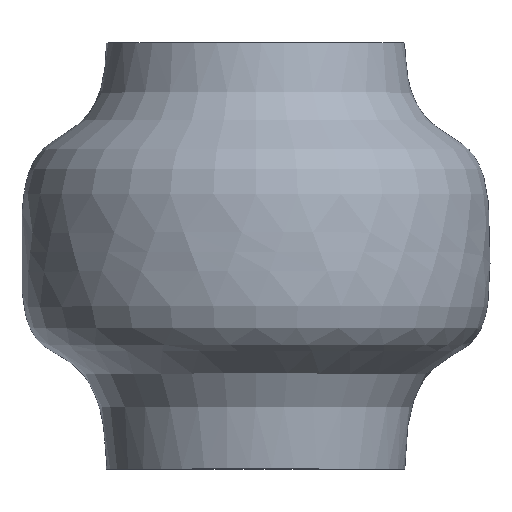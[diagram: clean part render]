
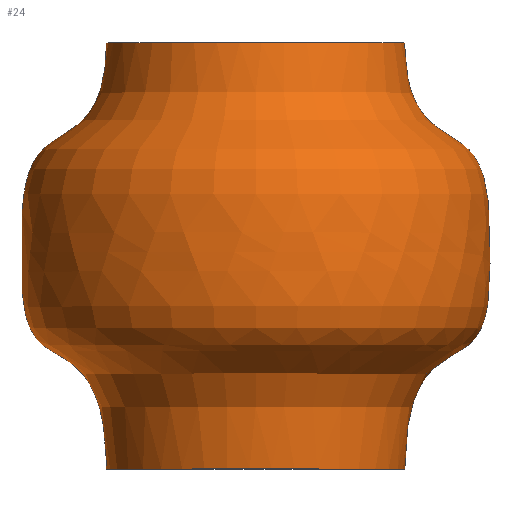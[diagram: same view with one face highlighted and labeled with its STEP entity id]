
A CAD part, top view. The second image highlights one B-rep face of the part: STEP entity #24.
In plain terms, the highlighted free-form (B-spline) face has degree [2, 3] with [9, 7] control points.
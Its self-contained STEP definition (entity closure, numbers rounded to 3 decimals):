
#24=ADVANCED_FACE('',(#32),#208,.T.);
#32=FACE_OUTER_BOUND('',#40,.T.);
#40=EDGE_LOOP('',(#57,#58,#59,#60));
#57=ORIENTED_EDGE('',*,*,#175,.T.);
#58=ORIENTED_EDGE('',*,*,#173,.F.);
#59=ORIENTED_EDGE('',*,*,#176,.T.);
#60=ORIENTED_EDGE('',*,*,#171,.F.);
#85=PCURVE('',#207,#117);
#87=PCURVE('',#207,#119);
#89=PCURVE('',#208,#121);
#90=PCURVE('',#208,#122);
#91=PCURVE('',#208,#123);
#92=PCURVE('',#208,#124);
#117=DEFINITIONAL_REPRESENTATION('',(#338),#1904);
#119=DEFINITIONAL_REPRESENTATION('',(#341),#1904);
#121=DEFINITIONAL_REPRESENTATION('',(#343),#1904);
#122=DEFINITIONAL_REPRESENTATION('',(#344),#1904);
#123=DEFINITIONAL_REPRESENTATION('',(#345),#1904);
#124=DEFINITIONAL_REPRESENTATION('',(#346),#1904);
#147=SURFACE_CURVE('',#337,(#85,#92),.PCURVE_S1.);
#149=SURFACE_CURVE('',#340,(#87,#90),.PCURVE_S1.);
#151=SURFACE_CURVE('',#251,(#89),.PCURVE_S1.);
#152=SURFACE_CURVE('',#252,(#91),.PCURVE_S1.);
#171=EDGE_CURVE('',#195,#196,#147,.T.);
#173=EDGE_CURVE('',#194,#193,#149,.T.);
#175=EDGE_CURVE('',#195,#193,#151,.T.);
#176=EDGE_CURVE('',#194,#196,#152,.T.);
#193=VERTEX_POINT('',#1138);
#194=VERTEX_POINT('',#1139);
#195=VERTEX_POINT('',#1140);
#196=VERTEX_POINT('',#1141);
#208=(
BOUNDED_SURFACE()
B_SPLINE_SURFACE(
2,3,
((#1075,#1076,#1077,#1078,#1079,#1080,#1081),
(#1082,#1083,#1084,#1085,#1086,#1087,#1088),
(#1089,#1090,#1091,#1092,#1093,#1094,#1095),
(#1096,#1097,#1098,#1099,#1100,#1101,#1102),
(#1103,#1104,#1105,#1106,#1107,#1108,#1109),
(#1110,#1111,#1112,#1113,#1114,#1115,#1116),
(#1117,#1118,#1119,#1120,#1121,#1122,#1123),
(#1124,#1125,#1126,#1127,#1128,#1129,#1130),
(#1131,#1132,#1133,#1134,#1135,#1136,#1137)),.UNSPECIFIED.,.T.,.F.,.F.)
B_SPLINE_SURFACE_WITH_KNOTS(
(3,2,2,2,3),
(4,1,1,1,4),
(0.,5.725,11.45,17.175,22.9),
(0.,7.,14.,21.,28.),
 .UNSPECIFIED.)
GEOMETRIC_REPRESENTATION_ITEM()
RATIONAL_B_SPLINE_SURFACE((
(1.,1.,1.,1.,1.,1.,1.),
(0.707,0.707,0.707,0.707,0.707,0.707,0.707),
(1.,1.,1.,1.,1.,1.,1.),
(0.707,0.707,0.707,0.707,0.707,0.707,0.707),
(1.,1.,1.,1.,1.,1.,1.),
(0.707,0.707,0.707,0.707,0.707,0.707,0.707),
(1.,1.,1.,1.,1.,1.,1.),
(0.707,0.707,0.707,0.707,0.707,0.707,0.707),
(1.,1.,1.,1.,1.,1.,1.)))
REPRESENTATION_ITEM('')
SURFACE()
);
#251=(
BOUNDED_CURVE()
B_SPLINE_CURVE(2,(#1174,#1175,#1176,#1177,#1178),.UNSPECIFIED.,.F.,.F.)
B_SPLINE_CURVE_WITH_KNOTS((3,2,3),(11.45,17.175,22.9),
 .UNSPECIFIED.)
CURVE()
GEOMETRIC_REPRESENTATION_ITEM()
RATIONAL_B_SPLINE_CURVE((1.,0.707,1.,0.707,1.))
REPRESENTATION_ITEM('')
);
#252=(
BOUNDED_CURVE()
B_SPLINE_CURVE(2,(#1183,#1184,#1185,#1186,#1187),.UNSPECIFIED.,.F.,.F.)
B_SPLINE_CURVE_WITH_KNOTS((3,2,3),(-22.9,-17.175,
-11.45),.UNSPECIFIED.)
CURVE()
GEOMETRIC_REPRESENTATION_ITEM()
RATIONAL_B_SPLINE_CURVE((1.,0.707,1.,0.707,1.))
REPRESENTATION_ITEM('')
);
#337=B_SPLINE_CURVE_WITH_KNOTS('',3,(#1142,#1143,#1144,#1145,#1146,#1147,
#1148),.UNSPECIFIED.,.F.,.F.,(4,1,1,1,4),(0.,7.,14.,21.,28.),
 .UNSPECIFIED.);
#338=B_SPLINE_CURVE_WITH_KNOTS('',1,(#1149,#1150),.UNSPECIFIED.,.F.,.F.,
(2,2),(0.,28.),.UNSPECIFIED.);
#340=B_SPLINE_CURVE_WITH_KNOTS('',3,(#1158,#1159,#1160,#1161,#1162,#1163,
#1164),.UNSPECIFIED.,.F.,.F.,(4,1,1,1,4),(-28.,-21.,-14.,-7.,0.),
 .UNSPECIFIED.);
#341=B_SPLINE_CURVE_WITH_KNOTS('',1,(#1165,#1166),.UNSPECIFIED.,.F.,.F.,
(2,2),(-28.,0.),.UNSPECIFIED.);
#343=B_SPLINE_CURVE_WITH_KNOTS('',1,(#1179,#1180),.UNSPECIFIED.,.F.,.F.,
(2,2),(11.45,22.9),.UNSPECIFIED.);
#344=B_SPLINE_CURVE_WITH_KNOTS('',1,(#1181,#1182),.UNSPECIFIED.,.F.,.F.,
(2,2),(-28.,0.),.UNSPECIFIED.);
#345=B_SPLINE_CURVE_WITH_KNOTS('',1,(#1188,#1189),.UNSPECIFIED.,.F.,.F.,
(2,2),(-22.9,-11.45),.UNSPECIFIED.);
#346=B_SPLINE_CURVE_WITH_KNOTS('',1,(#1190,#1191),.UNSPECIFIED.,.F.,.F.,
(2,2),(0.,28.),.UNSPECIFIED.);
#1075=CARTESIAN_POINT('',(7.,20.,0.));
#1076=CARTESIAN_POINT('',(7.,16.,0.));
#1077=CARTESIAN_POINT('',(11.,16.,0.));
#1078=CARTESIAN_POINT('',(11.,10.,0.));
#1079=CARTESIAN_POINT('',(11.,5.,0.));
#1080=CARTESIAN_POINT('',(7.,5.,0.));
#1081=CARTESIAN_POINT('',(7.,0.,0.));
#1082=CARTESIAN_POINT('',(7.,20.,-7.));
#1083=CARTESIAN_POINT('',(7.,16.,-7.));
#1084=CARTESIAN_POINT('',(11.,16.,-11.));
#1085=CARTESIAN_POINT('',(11.,10.,-11.));
#1086=CARTESIAN_POINT('',(11.,5.,-11.));
#1087=CARTESIAN_POINT('',(7.,5.,-7.));
#1088=CARTESIAN_POINT('',(7.,0.,-7.));
#1089=CARTESIAN_POINT('',(0.,20.,-7.));
#1090=CARTESIAN_POINT('',(0.,16.,-7.));
#1091=CARTESIAN_POINT('',(0.,16.,-11.));
#1092=CARTESIAN_POINT('',(0.,10.,-11.));
#1093=CARTESIAN_POINT('',(0.,5.,-11.));
#1094=CARTESIAN_POINT('',(0.,5.,-7.));
#1095=CARTESIAN_POINT('',(0.,0.,-7.));
#1096=CARTESIAN_POINT('',(-7.,20.,-7.));
#1097=CARTESIAN_POINT('',(-7.,16.,-7.));
#1098=CARTESIAN_POINT('',(-11.,16.,-11.));
#1099=CARTESIAN_POINT('',(-11.,10.,-11.));
#1100=CARTESIAN_POINT('',(-11.,5.,-11.));
#1101=CARTESIAN_POINT('',(-7.,5.,-7.));
#1102=CARTESIAN_POINT('',(-7.,0.,-7.));
#1103=CARTESIAN_POINT('',(-7.,20.,0.));
#1104=CARTESIAN_POINT('',(-7.,16.,0.));
#1105=CARTESIAN_POINT('',(-11.,16.,0.));
#1106=CARTESIAN_POINT('',(-11.,10.,0.));
#1107=CARTESIAN_POINT('',(-11.,5.,0.));
#1108=CARTESIAN_POINT('',(-7.,5.,0.));
#1109=CARTESIAN_POINT('',(-7.,0.,0.));
#1110=CARTESIAN_POINT('',(-7.,20.,7.));
#1111=CARTESIAN_POINT('',(-7.,16.,7.));
#1112=CARTESIAN_POINT('',(-11.,16.,11.));
#1113=CARTESIAN_POINT('',(-11.,10.,11.));
#1114=CARTESIAN_POINT('',(-11.,5.,11.));
#1115=CARTESIAN_POINT('',(-7.,5.,7.));
#1116=CARTESIAN_POINT('',(-7.,0.,7.));
#1117=CARTESIAN_POINT('',(0.,20.,7.));
#1118=CARTESIAN_POINT('',(0.,16.,7.));
#1119=CARTESIAN_POINT('',(0.,16.,11.));
#1120=CARTESIAN_POINT('',(0.,10.,11.));
#1121=CARTESIAN_POINT('',(0.,5.,11.));
#1122=CARTESIAN_POINT('',(0.,5.,7.));
#1123=CARTESIAN_POINT('',(0.,0.,7.));
#1124=CARTESIAN_POINT('',(7.,20.,7.));
#1125=CARTESIAN_POINT('',(7.,16.,7.));
#1126=CARTESIAN_POINT('',(11.,16.,11.));
#1127=CARTESIAN_POINT('',(11.,10.,11.));
#1128=CARTESIAN_POINT('',(11.,5.,11.));
#1129=CARTESIAN_POINT('',(7.,5.,7.));
#1130=CARTESIAN_POINT('',(7.,0.,7.));
#1131=CARTESIAN_POINT('',(7.,20.,0.));
#1132=CARTESIAN_POINT('',(7.,16.,0.));
#1133=CARTESIAN_POINT('',(11.,16.,0.));
#1134=CARTESIAN_POINT('',(11.,10.,0.));
#1135=CARTESIAN_POINT('',(11.,5.,0.));
#1136=CARTESIAN_POINT('',(7.,5.,0.));
#1137=CARTESIAN_POINT('',(7.,0.,0.));
#1138=CARTESIAN_POINT('',(7.,20.,0.));
#1139=CARTESIAN_POINT('',(7.,0.,0.));
#1140=CARTESIAN_POINT('',(-7.,20.,0.));
#1141=CARTESIAN_POINT('',(-7.,0.,0.));
#1142=CARTESIAN_POINT('',(-7.,20.,0.));
#1143=CARTESIAN_POINT('',(-7.,16.,0.));
#1144=CARTESIAN_POINT('',(-11.,16.,0.));
#1145=CARTESIAN_POINT('',(-11.,10.,0.));
#1146=CARTESIAN_POINT('',(-11.,5.,0.));
#1147=CARTESIAN_POINT('',(-7.,5.,0.));
#1148=CARTESIAN_POINT('',(-7.,0.,0.));
#1149=CARTESIAN_POINT('',(11.45,0.));
#1150=CARTESIAN_POINT('',(11.45,28.));
#1158=CARTESIAN_POINT('',(7.,0.,0.));
#1159=CARTESIAN_POINT('',(7.,5.,0.));
#1160=CARTESIAN_POINT('',(11.,5.,0.));
#1161=CARTESIAN_POINT('',(11.,10.,0.));
#1162=CARTESIAN_POINT('',(11.,16.,0.));
#1163=CARTESIAN_POINT('',(7.,16.,0.));
#1164=CARTESIAN_POINT('',(7.,20.,0.));
#1165=CARTESIAN_POINT('',(0.,28.));
#1166=CARTESIAN_POINT('',(0.,0.));
#1174=CARTESIAN_POINT('',(-7.,20.,0.));
#1175=CARTESIAN_POINT('',(-7.,20.,7.));
#1176=CARTESIAN_POINT('',(0.,20.,7.));
#1177=CARTESIAN_POINT('',(7.,20.,7.));
#1178=CARTESIAN_POINT('',(7.,20.,0.));
#1179=CARTESIAN_POINT('',(11.45,0.));
#1180=CARTESIAN_POINT('',(22.9,0.));
#1181=CARTESIAN_POINT('',(22.9,28.));
#1182=CARTESIAN_POINT('',(22.9,0.));
#1183=CARTESIAN_POINT('',(7.,0.,0.));
#1184=CARTESIAN_POINT('',(7.,0.,7.));
#1185=CARTESIAN_POINT('',(0.,0.,7.));
#1186=CARTESIAN_POINT('',(-7.,0.,7.));
#1187=CARTESIAN_POINT('',(-7.,0.,0.));
#1188=CARTESIAN_POINT('',(22.9,28.));
#1189=CARTESIAN_POINT('',(11.45,28.));
#1190=CARTESIAN_POINT('',(11.45,0.));
#1191=CARTESIAN_POINT('',(11.45,28.));
#1904=(
GEOMETRIC_REPRESENTATION_CONTEXT(2)
PARAMETRIC_REPRESENTATION_CONTEXT()
REPRESENTATION_CONTEXT('pspace','')
);
